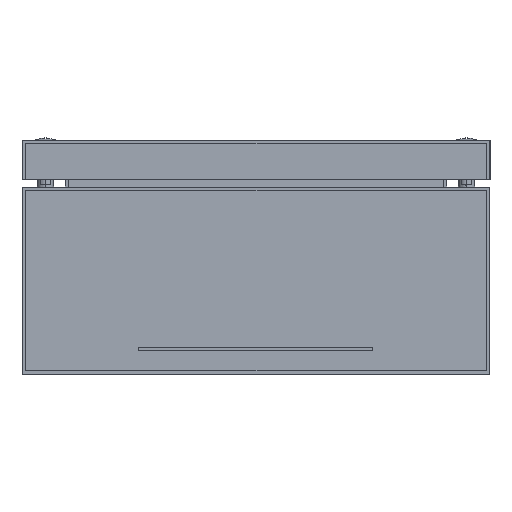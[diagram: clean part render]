
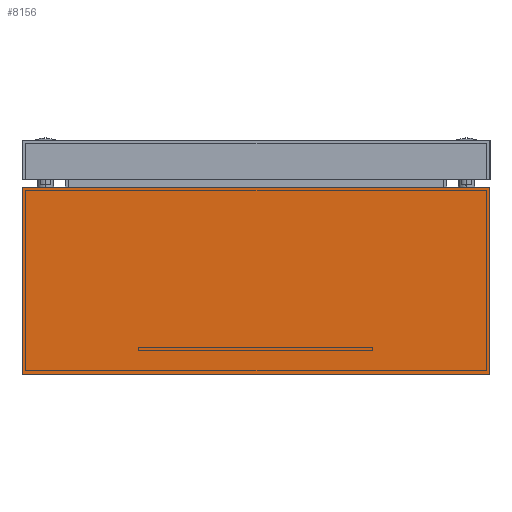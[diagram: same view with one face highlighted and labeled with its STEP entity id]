
A CAD part, left-side view. The second image highlights one B-rep face of the part: STEP entity #8156.
In plain terms, the highlighted planar face has unit normal (-1, 0, 0).
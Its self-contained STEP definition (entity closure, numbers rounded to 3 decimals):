
#256 = CARTESIAN_POINT ( 'NONE',  ( 0., 200., 80. ) ) ;
#699 = ORIENTED_EDGE ( 'NONE', *, *, #13857, .T. ) ;
#2708 = DIRECTION ( 'NONE',  ( 0., 0., 1. ) ) ;
#3625 = EDGE_CURVE ( 'NONE', #5646, #8999, #11888, .T. ) ;
#3828 = LINE ( 'NONE', #10825, #6841 ) ;
#3988 = ORIENTED_EDGE ( 'NONE', *, *, #12413, .F. ) ;
#4339 = VERTEX_POINT ( 'NONE', #256 ) ;
#4380 = ORIENTED_EDGE ( 'NONE', *, *, #6640, .T. ) ;
#4786 = CARTESIAN_POINT ( 'NONE',  ( 0., 0., 0. ) ) ;
#4792 = CARTESIAN_POINT ( 'NONE',  ( 0., 0., 0. ) ) ;
#4943 = PLANE ( 'NONE',  #14409 ) ;
#5050 = DIRECTION ( 'NONE',  ( 0., 0., 1. ) ) ;
#5646 = VERTEX_POINT ( 'NONE', #11187 ) ;
#5969 = FACE_OUTER_BOUND ( 'NONE', #14963, .T. ) ;
#6071 = DIRECTION ( 'NONE',  ( 0., 1., 0. ) ) ;
#6230 = VECTOR ( 'NONE', #8527, 1000. ) ;
#6390 = CARTESIAN_POINT ( 'NONE',  ( 0., 200., 0. ) ) ;
#6640 = EDGE_CURVE ( 'NONE', #9735, #4339, #3828, .T. ) ;
#6841 = VECTOR ( 'NONE', #6071, 1000. ) ;
#8156 = ADVANCED_FACE ( 'NONE', ( #5969 ), #4943, .T. ) ;
#8381 = DIRECTION ( 'NONE',  ( 0., 0., 1. ) ) ;
#8527 = DIRECTION ( 'NONE',  ( 0., 1., 0. ) ) ;
#8999 = VERTEX_POINT ( 'NONE', #6390 ) ;
#9052 = ORIENTED_EDGE ( 'NONE', *, *, #3625, .F. ) ;
#9735 = VERTEX_POINT ( 'NONE', #14249 ) ;
#9762 = DIRECTION ( 'NONE',  ( -1., 0., 0. ) ) ;
#10825 = CARTESIAN_POINT ( 'NONE',  ( 0., 0., 80. ) ) ;
#10864 = VECTOR ( 'NONE', #8381, 1000. ) ;
#11187 = CARTESIAN_POINT ( 'NONE',  ( 0., 0., 0. ) ) ;
#11708 = LINE ( 'NONE', #14189, #13296 ) ;
#11781 = LINE ( 'NONE', #11866, #10864 ) ;
#11866 = CARTESIAN_POINT ( 'NONE',  ( 0., 0., 0. ) ) ;
#11888 = LINE ( 'NONE', #4792, #6230 ) ;
#12413 = EDGE_CURVE ( 'NONE', #8999, #4339, #11708, .T. ) ;
#13296 = VECTOR ( 'NONE', #5050, 1000. ) ;
#13857 = EDGE_CURVE ( 'NONE', #5646, #9735, #11781, .T. ) ;
#14189 = CARTESIAN_POINT ( 'NONE',  ( 0., 200., 0. ) ) ;
#14249 = CARTESIAN_POINT ( 'NONE',  ( 0., 0., 80. ) ) ;
#14409 = AXIS2_PLACEMENT_3D ( 'NONE', #4786, #9762, #2708 ) ;
#14963 = EDGE_LOOP ( 'NONE', ( #4380, #3988, #9052, #699 ) ) ;
